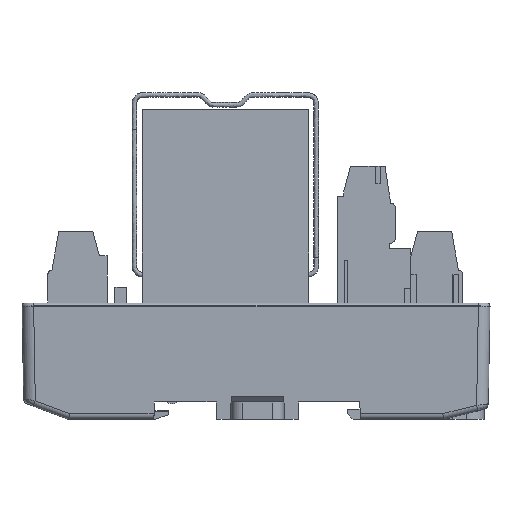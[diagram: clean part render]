
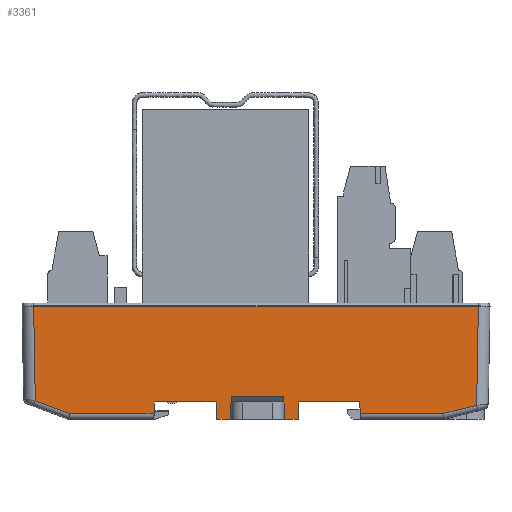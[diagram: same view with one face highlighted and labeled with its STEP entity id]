
A CAD part, left-side view. The second image highlights one B-rep face of the part: STEP entity #3361.
In plain terms, the highlighted planar face has unit normal (-1, 0, -0.018).
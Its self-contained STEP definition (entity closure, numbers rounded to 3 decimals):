
#1523=FACE_OUTER_BOUND('',#15608,.T.);
#3361=ADVANCED_FACE('',(#1523),#5290,.T.);
#5290=PLANE('',#37040);
#7422=LINE('',#48833,#11359);
#7475=LINE('',#48940,#11412);
#7535=LINE('',#49061,#11472);
#7564=LINE('',#49217,#11501);
#7565=LINE('',#49219,#11502);
#7566=LINE('',#49221,#11503);
#7567=LINE('',#49223,#11504);
#7568=LINE('',#49225,#11505);
#7569=LINE('',#49227,#11506);
#7570=LINE('',#49229,#11507);
#7571=LINE('',#49230,#11508);
#7572=LINE('',#49232,#11509);
#7573=LINE('',#49234,#11510);
#7574=LINE('',#49236,#11511);
#7575=LINE('',#49238,#11512);
#7576=LINE('',#49240,#11513);
#7577=LINE('',#49242,#11514);
#7578=LINE('',#49244,#11515);
#11359=VECTOR('',#39608,1.);
#11412=VECTOR('',#39665,1.);
#11472=VECTOR('',#39749,1.);
#11501=VECTOR('',#39786,1.);
#11502=VECTOR('',#39787,1.);
#11503=VECTOR('',#39788,1.);
#11504=VECTOR('',#39789,1.);
#11505=VECTOR('',#39790,1.);
#11506=VECTOR('',#39791,1.);
#11507=VECTOR('',#39792,1.);
#11508=VECTOR('',#39793,1.);
#11509=VECTOR('',#39794,1.);
#11510=VECTOR('',#39795,1.);
#11511=VECTOR('',#39796,1.);
#11512=VECTOR('',#39797,1.);
#11513=VECTOR('',#39798,1.);
#11514=VECTOR('',#39799,1.);
#11515=VECTOR('',#39800,1.);
#15608=EDGE_LOOP('',(#18078,#18079,#18080,#18081,#18082,#18083,#18084,#18085,
#18086,#18087,#18088,#18089,#18090,#18091,#18092,#18093,#18094,#18095));
#18078=ORIENTED_EDGE('',*,*,#31650,.F.);
#18079=ORIENTED_EDGE('',*,*,#31683,.F.);
#18080=ORIENTED_EDGE('',*,*,#31684,.F.);
#18081=ORIENTED_EDGE('',*,*,#31685,.T.);
#18082=ORIENTED_EDGE('',*,*,#31686,.T.);
#18083=ORIENTED_EDGE('',*,*,#31687,.T.);
#18084=ORIENTED_EDGE('',*,*,#31688,.F.);
#18085=ORIENTED_EDGE('',*,*,#31689,.T.);
#18086=ORIENTED_EDGE('',*,*,#31590,.F.);
#18087=ORIENTED_EDGE('',*,*,#31537,.F.);
#18088=ORIENTED_EDGE('',*,*,#31690,.T.);
#18089=ORIENTED_EDGE('',*,*,#31691,.T.);
#18090=ORIENTED_EDGE('',*,*,#31692,.T.);
#18091=ORIENTED_EDGE('',*,*,#31693,.F.);
#18092=ORIENTED_EDGE('',*,*,#31694,.T.);
#18093=ORIENTED_EDGE('',*,*,#31695,.T.);
#18094=ORIENTED_EDGE('',*,*,#31696,.T.);
#18095=ORIENTED_EDGE('',*,*,#31697,.F.);
#28152=VERTEX_POINT('',#48829);
#28153=VERTEX_POINT('',#48832);
#28206=VERTEX_POINT('',#48941);
#28254=VERTEX_POINT('',#49060);
#28255=VERTEX_POINT('',#49062);
#28282=VERTEX_POINT('',#49218);
#28283=VERTEX_POINT('',#49220);
#28284=VERTEX_POINT('',#49222);
#28285=VERTEX_POINT('',#49224);
#28286=VERTEX_POINT('',#49226);
#28287=VERTEX_POINT('',#49228);
#28288=VERTEX_POINT('',#49231);
#28289=VERTEX_POINT('',#49233);
#28290=VERTEX_POINT('',#49235);
#28291=VERTEX_POINT('',#49237);
#28292=VERTEX_POINT('',#49239);
#28293=VERTEX_POINT('',#49241);
#28294=VERTEX_POINT('',#49243);
#31537=EDGE_CURVE('',#28153,#28152,#7422,.T.);
#31590=EDGE_CURVE('',#28152,#28206,#7475,.T.);
#31650=EDGE_CURVE('',#28254,#28255,#7535,.T.);
#31683=EDGE_CURVE('',#28282,#28254,#7564,.T.);
#31684=EDGE_CURVE('',#28283,#28282,#7565,.T.);
#31685=EDGE_CURVE('',#28283,#28284,#7566,.T.);
#31686=EDGE_CURVE('',#28284,#28285,#7567,.T.);
#31687=EDGE_CURVE('',#28285,#28286,#7568,.T.);
#31688=EDGE_CURVE('',#28287,#28286,#7569,.T.);
#31689=EDGE_CURVE('',#28287,#28206,#7570,.T.);
#31690=EDGE_CURVE('',#28153,#28288,#7571,.T.);
#31691=EDGE_CURVE('',#28288,#28289,#7572,.T.);
#31692=EDGE_CURVE('',#28289,#28290,#7573,.T.);
#31693=EDGE_CURVE('',#28291,#28290,#7574,.T.);
#31694=EDGE_CURVE('',#28291,#28292,#7575,.T.);
#31695=EDGE_CURVE('',#28292,#28293,#7576,.T.);
#31696=EDGE_CURVE('',#28293,#28294,#7577,.T.);
#31697=EDGE_CURVE('',#28255,#28294,#7578,.T.);
#37040=AXIS2_PLACEMENT_3D('',#49245,#39801,#39802);
#39608=DIRECTION('',(-0.017,0.017,1.));
#39665=DIRECTION('',(0.,1.,0.));
#39749=DIRECTION('',(0.,1.,0.));
#39786=DIRECTION('',(-0.017,0.035,0.999));
#39787=DIRECTION('',(0.,1.,0.));
#39788=DIRECTION('',(-0.017,-0.035,0.999));
#39789=DIRECTION('',(0.,-1.,0.));
#39790=DIRECTION('',(0.017,-0.035,-0.999));
#39791=DIRECTION('',(0.,1.,0.));
#39792=DIRECTION('',(-0.017,-0.035,0.999));
#39793=DIRECTION('',(0.,-1.,0.));
#39794=DIRECTION('',(-0.004,-0.97,0.243));
#39795=DIRECTION('',(-0.017,-0.017,1.));
#39796=DIRECTION('',(0.,-1.,0.));
#39797=DIRECTION('',(0.017,-0.017,-1.));
#39798=DIRECTION('',(0.006,-0.936,-0.351));
#39799=DIRECTION('',(0.,-1.,0.));
#39800=DIRECTION('',(0.017,0.017,-1.));
#39801=DIRECTION('',(-1.,0.,-0.017));
#39802=DIRECTION('',(0.017,0.,-1.));
#48829=CARTESIAN_POINT('',(-20.212,21.832,-17.));
#48832=CARTESIAN_POINT('',(-20.177,21.797,-19.017));
#48833=CARTESIAN_POINT('',(-20.201,21.821,-17.628));
#48940=CARTESIAN_POINT('',(-20.212,39.681,-17.));
#48941=CARTESIAN_POINT('',(-20.212,32.318,-17.));
#49060=CARTESIAN_POINT('',(-20.212,46.527,-17.));
#49061=CARTESIAN_POINT('',(-20.212,39.681,-17.));
#49062=CARTESIAN_POINT('',(-20.212,57.163,-17.));
#49217=CARTESIAN_POINT('',(-20.505,47.112,-0.257));
#49218=CARTESIAN_POINT('',(-20.16,46.423,-20.));
#49219=CARTESIAN_POINT('',(-20.16,39.423,-20.));
#49220=CARTESIAN_POINT('',(-20.16,44.077,-20.));
#49221=CARTESIAN_POINT('',(-20.511,43.374,0.132));
#49222=CARTESIAN_POINT('',(-20.23,43.938,-16.));
#49223=CARTESIAN_POINT('',(-20.23,39.681,-16.));
#49224=CARTESIAN_POINT('',(-20.23,34.908,-16.));
#49225=CARTESIAN_POINT('',(-20.512,35.472,0.15));
#49226=CARTESIAN_POINT('',(-20.16,34.768,-20.));
#49227=CARTESIAN_POINT('',(-20.16,39.423,-20.));
#49228=CARTESIAN_POINT('',(-20.16,32.423,-20.));
#49229=CARTESIAN_POINT('',(-20.152,32.439,-20.473));
#49230=CARTESIAN_POINT('',(-20.177,39.681,-19.017));
#49231=CARTESIAN_POINT('',(-20.177,7.595,-19.017));
#49232=CARTESIAN_POINT('',(-20.065,33.316,-25.448));
#49233=CARTESIAN_POINT('',(-20.202,1.778,-17.563));
#49234=CARTESIAN_POINT('',(-20.51,1.471,0.035));
#49235=CARTESIAN_POINT('',(-20.5,1.48,-0.512));
#49236=CARTESIAN_POINT('',(-20.5,39.681,-0.512));
#49237=CARTESIAN_POINT('',(-20.5,77.881,-0.512));
#49238=CARTESIAN_POINT('',(-20.497,77.879,-0.664));
#49239=CARTESIAN_POINT('',(-20.216,77.597,-16.809));
#49240=CARTESIAN_POINT('',(-20.034,49.885,-27.201));
#49241=CARTESIAN_POINT('',(-20.177,71.709,-19.017));
#49242=CARTESIAN_POINT('',(-20.177,39.681,-19.017));
#49243=CARTESIAN_POINT('',(-20.177,57.199,-19.017));
#49244=CARTESIAN_POINT('',(-20.514,56.861,0.302));
#49245=CARTESIAN_POINT('',(-20.509,39.681,0.003));
